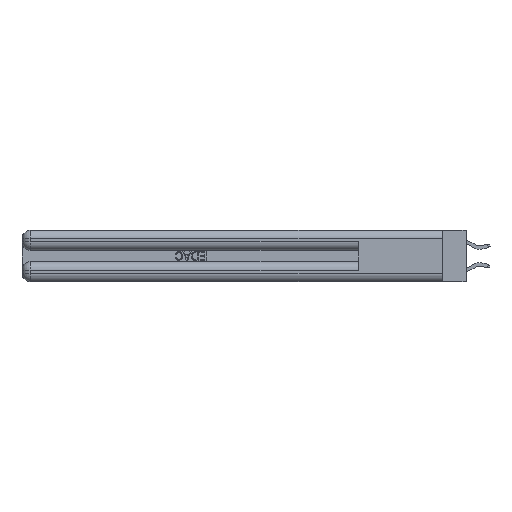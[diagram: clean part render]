
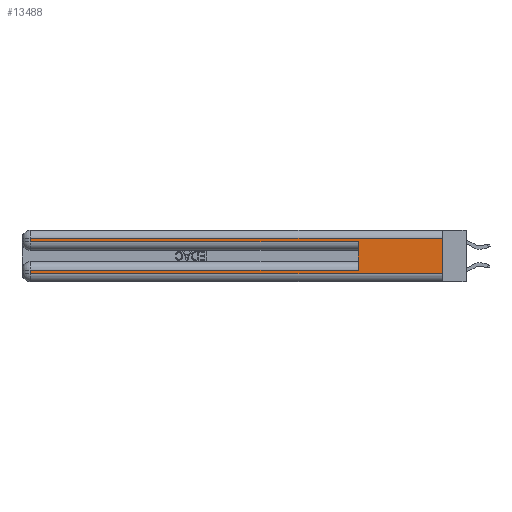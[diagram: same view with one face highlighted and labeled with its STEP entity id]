
A CAD part, left-side view. The second image highlights one B-rep face of the part: STEP entity #13488.
In plain terms, the highlighted planar face has unit normal (-1, 0, 0).
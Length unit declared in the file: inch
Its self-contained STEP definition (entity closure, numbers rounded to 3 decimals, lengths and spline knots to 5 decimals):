
#145 = EDGE_CURVE ( 'NONE', #18463, #6455, #27421, .T. ) ;
#612 = CARTESIAN_POINT ( 'NONE',  ( 0., 0.6, 0.145 ) ) ;
#875 = CARTESIAN_POINT ( 'NONE',  ( 0., 0., 0.06 ) ) ;
#1181 = VERTEX_POINT ( 'NONE', #5502 ) ;
#1715 = DIRECTION ( 'NONE',  ( 0., 0., -1. ) ) ;
#1960 = LINE ( 'NONE', #4538, #7077 ) ;
#2067 = PLANE ( 'NONE',  #23602 ) ;
#2935 = EDGE_CURVE ( 'NONE', #12329, #28263, #18645, .T. ) ;
#3505 = LINE ( 'NONE', #22855, #9322 ) ;
#4209 = EDGE_LOOP ( 'NONE', ( #12304, #21328, #6348, #13449, #17711, #25115, #17743, #14503 ) ) ;
#4273 = DIRECTION ( 'NONE',  ( 1., 0., 0. ) ) ;
#4538 = CARTESIAN_POINT ( 'NONE',  ( 0., 0., 0.06 ) ) ;
#4561 = EDGE_CURVE ( 'NONE', #1181, #11072, #23028, .T. ) ;
#4738 = CARTESIAN_POINT ( 'NONE',  ( 0., 2.94, 0.285 ) ) ;
#5502 = CARTESIAN_POINT ( 'NONE',  ( 0., 0.6, 0.085 ) ) ;
#6348 = ORIENTED_EDGE ( 'NONE', *, *, #145, .T. ) ;
#6358 = CARTESIAN_POINT ( 'NONE',  ( 0., 0., 0.37 ) ) ;
#6455 = VERTEX_POINT ( 'NONE', #4738 ) ;
#7077 = VECTOR ( 'NONE', #22028, 39.37008 ) ;
#7233 = CARTESIAN_POINT ( 'NONE',  ( 0., 2.94, 0.31 ) ) ;
#9322 = VECTOR ( 'NONE', #9766, 39.37008 ) ;
#9766 = DIRECTION ( 'NONE',  ( 0., 1., 0. ) ) ;
#10709 = VECTOR ( 'NONE', #1715, 39.37008 ) ;
#10769 = VECTOR ( 'NONE', #20548, 39.37008 ) ;
#11072 = VERTEX_POINT ( 'NONE', #15375 ) ;
#11539 = DIRECTION ( 'NONE',  ( 0., 0., 1. ) ) ;
#12100 = VECTOR ( 'NONE', #11539, 39.37008 ) ;
#12304 = ORIENTED_EDGE ( 'NONE', *, *, #2935, .F. ) ;
#12329 = VERTEX_POINT ( 'NONE', #17681 ) ;
#12640 = CARTESIAN_POINT ( 'NONE',  ( 0., 2.94, 0.37 ) ) ;
#12828 = VECTOR ( 'NONE', #16133, 39.37008 ) ;
#13068 = VECTOR ( 'NONE', #15121, 39.37008 ) ;
#13150 = CARTESIAN_POINT ( 'NONE',  ( 0., 2.94, 0.085 ) ) ;
#13225 = DIRECTION ( 'NONE',  ( 0., -1., 0. ) ) ;
#13449 = ORIENTED_EDGE ( 'NONE', *, *, #17144, .T. ) ;
#13488 = ADVANCED_FACE ( 'NONE', ( #21569 ), #2067, .F. ) ;
#14042 = CARTESIAN_POINT ( 'NONE',  ( 0., 0., 0.37 ) ) ;
#14130 = VERTEX_POINT ( 'NONE', #13150 ) ;
#14503 = ORIENTED_EDGE ( 'NONE', *, *, #23526, .T. ) ;
#15121 = DIRECTION ( 'NONE',  ( 0., 0., -1. ) ) ;
#15318 = VERTEX_POINT ( 'NONE', #25847 ) ;
#15375 = CARTESIAN_POINT ( 'NONE',  ( 0., 0.6, 0.285 ) ) ;
#16133 = DIRECTION ( 'NONE',  ( 0., 1., 0. ) ) ;
#17144 = EDGE_CURVE ( 'NONE', #6455, #11072, #25084, .T. ) ;
#17309 = CARTESIAN_POINT ( 'NONE',  ( 0., 2.94, 0.37 ) ) ;
#17681 = CARTESIAN_POINT ( 'NONE',  ( 0., 0., 0.31 ) ) ;
#17711 = ORIENTED_EDGE ( 'NONE', *, *, #4561, .F. ) ;
#17743 = ORIENTED_EDGE ( 'NONE', *, *, #18859, .T. ) ;
#18463 = VERTEX_POINT ( 'NONE', #7233 ) ;
#18640 = LINE ( 'NONE', #20326, #12828 ) ;
#18645 = LINE ( 'NONE', #14042, #10769 ) ;
#18859 = EDGE_CURVE ( 'NONE', #14130, #15318, #19582, .T. ) ;
#19582 = LINE ( 'NONE', #17309, #13068 ) ;
#19606 = DIRECTION ( 'NONE',  ( 0., 0., -1. ) ) ;
#19837 = CARTESIAN_POINT ( 'NONE',  ( 0., 0., 0.285 ) ) ;
#20326 = CARTESIAN_POINT ( 'NONE',  ( 0., 0., 0.31 ) ) ;
#20548 = DIRECTION ( 'NONE',  ( 0., 0., -1. ) ) ;
#21328 = ORIENTED_EDGE ( 'NONE', *, *, #25973, .T. ) ;
#21569 = FACE_OUTER_BOUND ( 'NONE', #4209, .T. ) ;
#22028 = DIRECTION ( 'NONE',  ( 0., -1., 0. ) ) ;
#22855 = CARTESIAN_POINT ( 'NONE',  ( 0., 0., 0.085 ) ) ;
#23028 = LINE ( 'NONE', #612, #12100 ) ;
#23526 = EDGE_CURVE ( 'NONE', #15318, #28263, #1960, .T. ) ;
#23602 = AXIS2_PLACEMENT_3D ( 'NONE', #6358, #4273, #19606 ) ;
#25084 = LINE ( 'NONE', #19837, #25760 ) ;
#25115 = ORIENTED_EDGE ( 'NONE', *, *, #27049, .T. ) ;
#25760 = VECTOR ( 'NONE', #13225, 39.37008 ) ;
#25847 = CARTESIAN_POINT ( 'NONE',  ( 0., 2.94, 0.06 ) ) ;
#25973 = EDGE_CURVE ( 'NONE', #12329, #18463, #18640, .T. ) ;
#27049 = EDGE_CURVE ( 'NONE', #1181, #14130, #3505, .T. ) ;
#27421 = LINE ( 'NONE', #12640, #10709 ) ;
#28263 = VERTEX_POINT ( 'NONE', #875 ) ;
